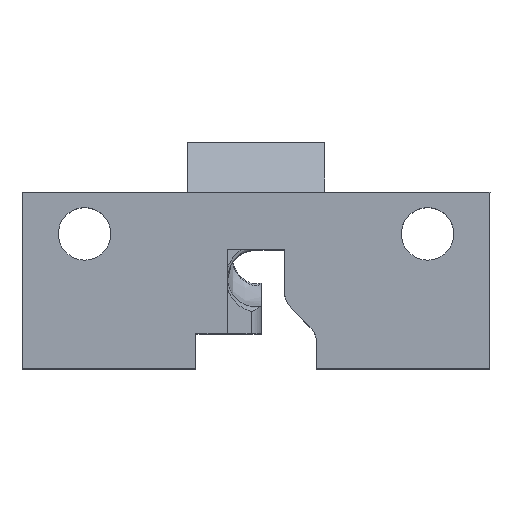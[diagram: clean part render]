
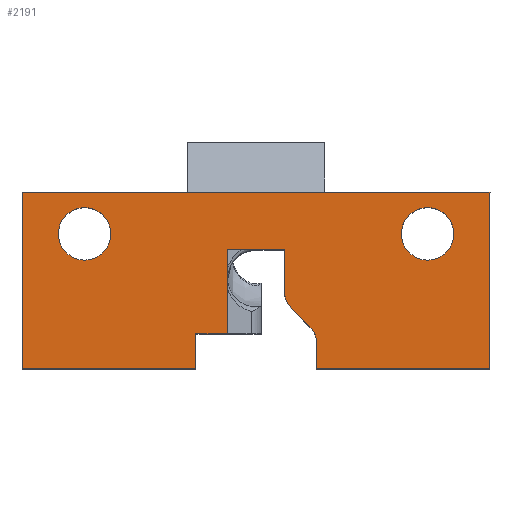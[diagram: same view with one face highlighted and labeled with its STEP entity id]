
A CAD part, top view. The second image highlights one B-rep face of the part: STEP entity #2191.
In plain terms, the highlighted planar face has unit normal (0, 0, 1).
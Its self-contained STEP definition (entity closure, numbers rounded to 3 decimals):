
#120=FACE_BOUND('',#369,.T.);
#121=FACE_BOUND('',#370,.T.);
#154=CIRCLE('',#2335,2.);
#155=CIRCLE('',#2336,2.);
#156=CIRCLE('',#2337,2.3);
#157=CIRCLE('',#2338,2.3);
#241=FACE_OUTER_BOUND('',#368,.T.);
#368=EDGE_LOOP('',(#1468,#1469,#1470,#1471,#1472,#1473,#1474,#1475,#1476,
#1477,#1478,#1479,#1480,#1481,#1482));
#369=EDGE_LOOP('',(#1483));
#370=EDGE_LOOP('',(#1484));
#504=LINE('',#3240,#702);
#508=LINE('',#3249,#706);
#515=LINE('',#3269,#713);
#516=LINE('',#3272,#714);
#517=LINE('',#3274,#715);
#518=LINE('',#3276,#716);
#519=LINE('',#3278,#717);
#520=LINE('',#3280,#718);
#521=LINE('',#3284,#719);
#522=LINE('',#3288,#720);
#523=LINE('',#3289,#721);
#524=LINE('',#3291,#722);
#525=LINE('',#3292,#723);
#702=VECTOR('',#2571,10.);
#706=VECTOR('',#2577,10.);
#713=VECTOR('',#2588,10.);
#714=VECTOR('',#2591,10.);
#715=VECTOR('',#2592,10.);
#716=VECTOR('',#2593,10.);
#717=VECTOR('',#2594,10.);
#718=VECTOR('',#2595,10.);
#719=VECTOR('',#2598,10.);
#720=VECTOR('',#2601,10.);
#721=VECTOR('',#2602,10.);
#722=VECTOR('',#2603,10.);
#723=VECTOR('',#2604,10.);
#900=VERTEX_POINT('',#3237);
#901=VERTEX_POINT('',#3239);
#904=VERTEX_POINT('',#3246);
#905=VERTEX_POINT('',#3248);
#912=VERTEX_POINT('',#3267);
#913=VERTEX_POINT('',#3271);
#914=VERTEX_POINT('',#3273);
#915=VERTEX_POINT('',#3275);
#916=VERTEX_POINT('',#3277);
#917=VERTEX_POINT('',#3279);
#918=VERTEX_POINT('',#3281);
#919=VERTEX_POINT('',#3283);
#920=VERTEX_POINT('',#3285);
#921=VERTEX_POINT('',#3287);
#922=VERTEX_POINT('',#3290);
#923=VERTEX_POINT('',#3293);
#924=VERTEX_POINT('',#3295);
#1114=EDGE_CURVE('',#901,#900,#504,.T.);
#1118=EDGE_CURVE('',#905,#904,#508,.T.);
#1127=EDGE_CURVE('',#912,#900,#515,.T.);
#1128=EDGE_CURVE('',#912,#913,#516,.T.);
#1129=EDGE_CURVE('',#913,#914,#517,.T.);
#1130=EDGE_CURVE('',#914,#915,#518,.T.);
#1131=EDGE_CURVE('',#916,#915,#519,.T.);
#1132=EDGE_CURVE('',#917,#916,#520,.T.);
#1133=EDGE_CURVE('',#918,#917,#154,.T.);
#1134=EDGE_CURVE('',#919,#918,#521,.T.);
#1135=EDGE_CURVE('',#920,#919,#155,.T.);
#1136=EDGE_CURVE('',#921,#920,#522,.T.);
#1137=EDGE_CURVE('',#905,#921,#523,.T.);
#1138=EDGE_CURVE('',#922,#904,#524,.T.);
#1139=EDGE_CURVE('',#922,#901,#525,.T.);
#1140=EDGE_CURVE('',#923,#923,#156,.T.);
#1141=EDGE_CURVE('',#924,#924,#157,.T.);
#1468=ORIENTED_EDGE('',*,*,#1114,.T.);
#1469=ORIENTED_EDGE('',*,*,#1127,.F.);
#1470=ORIENTED_EDGE('',*,*,#1128,.T.);
#1471=ORIENTED_EDGE('',*,*,#1129,.T.);
#1472=ORIENTED_EDGE('',*,*,#1130,.T.);
#1473=ORIENTED_EDGE('',*,*,#1131,.F.);
#1474=ORIENTED_EDGE('',*,*,#1132,.F.);
#1475=ORIENTED_EDGE('',*,*,#1133,.F.);
#1476=ORIENTED_EDGE('',*,*,#1134,.F.);
#1477=ORIENTED_EDGE('',*,*,#1135,.F.);
#1478=ORIENTED_EDGE('',*,*,#1136,.F.);
#1479=ORIENTED_EDGE('',*,*,#1137,.F.);
#1480=ORIENTED_EDGE('',*,*,#1118,.T.);
#1481=ORIENTED_EDGE('',*,*,#1138,.F.);
#1482=ORIENTED_EDGE('',*,*,#1139,.T.);
#1483=ORIENTED_EDGE('',*,*,#1140,.F.);
#1484=ORIENTED_EDGE('',*,*,#1141,.F.);
#2132=PLANE('',#2334);
#2191=ADVANCED_FACE('',(#241,#120,#121),#2132,.F.);
#2334=AXIS2_PLACEMENT_3D('',#3270,#2589,#2590);
#2335=AXIS2_PLACEMENT_3D('',#3282,#2596,#2597);
#2336=AXIS2_PLACEMENT_3D('',#3286,#2599,#2600);
#2337=AXIS2_PLACEMENT_3D('',#3294,#2605,#2606);
#2338=AXIS2_PLACEMENT_3D('',#3296,#2607,#2608);
#2571=DIRECTION('',(0.,-1.,0.));
#2577=DIRECTION('',(0.,1.,0.));
#2588=DIRECTION('',(-1.,0.,0.));
#2589=DIRECTION('center_axis',(0.,0.,
-1.));
#2590=DIRECTION('ref_axis',(1.,0.,0.));
#2591=DIRECTION('',(0.,1.,0.));
#2592=DIRECTION('',(1.,0.,0.));
#2593=DIRECTION('',(0.,1.,0.));
#2594=DIRECTION('',(-1.,0.,0.));
#2595=DIRECTION('',(0.,1.,0.));
#2596=DIRECTION('center_axis',(0.,0.,
-1.));
#2597=DIRECTION('ref_axis',(-0.924,-0.383,0.));
#2598=DIRECTION('',(-0.707,0.707,0.));
#2599=DIRECTION('center_axis',(0.,0.,
1.));
#2600=DIRECTION('ref_axis',(0.924,0.383,0.));
#2601=DIRECTION('',(0.,1.,0.));
#2602=DIRECTION('',(-1.,0.,0.));
#2603=DIRECTION('',(1.,0.,0.));
#2604=DIRECTION('',(-1.,0.,0.));
#2605=DIRECTION('center_axis',(0.,0.,
1.));
#2606=DIRECTION('ref_axis',(1.,0.,0.));
#2607=DIRECTION('center_axis',(0.,0.,
1.));
#2608=DIRECTION('ref_axis',(1.,0.,0.));
#3237=CARTESIAN_POINT('',(-20.154,-12.022,-4.1));
#3239=CARTESIAN_POINT('',(-20.154,3.478,-4.1));
#3240=CARTESIAN_POINT('',(-20.154,-0.364,-4.1));
#3246=CARTESIAN_POINT('',(20.846,3.478,-4.1));
#3248=CARTESIAN_POINT('',(20.846,-12.022,-4.1));
#3249=CARTESIAN_POINT('',(20.846,-8.364,-4.1));
#3267=CARTESIAN_POINT('',(-4.942,-12.022,-4.1));
#3269=CARTESIAN_POINT('',(-4.942,-12.022,-4.1));
#3270=CARTESIAN_POINT('Origin',(0.358,-4.272,-4.1));
#3271=CARTESIAN_POINT('',(-4.942,-8.926,-4.1));
#3272=CARTESIAN_POINT('',(-4.942,-12.022,-4.1));
#3273=CARTESIAN_POINT('',(-2.142,-8.926,-4.1));
#3274=CARTESIAN_POINT('',(-4.942,-8.926,-4.1));
#3275=CARTESIAN_POINT('',(-2.142,-1.564,-4.1));
#3276=CARTESIAN_POINT('',(-2.142,-3.022,-4.1));
#3277=CARTESIAN_POINT('',(2.858,-1.564,-4.1));
#3278=CARTESIAN_POINT('',(2.858,-1.564,-4.1));
#3279=CARTESIAN_POINT('',(2.858,-5.298,-4.1));
#3280=CARTESIAN_POINT('',(2.858,-8.926,-4.1));
#3281=CARTESIAN_POINT('',(3.444,-6.712,-4.1));
#3282=CARTESIAN_POINT('Origin',(4.858,-5.298,-4.1));
#3283=CARTESIAN_POINT('',(5.072,-8.34,-4.1));
#3284=CARTESIAN_POINT('',(2.469,-5.737,-4.1));
#3285=CARTESIAN_POINT('',(5.658,-9.754,-4.1));
#3286=CARTESIAN_POINT('Origin',(3.658,-9.754,-4.1));
#3287=CARTESIAN_POINT('',(5.658,-12.022,-4.1));
#3288=CARTESIAN_POINT('',(5.658,-12.022,-4.1));
#3289=CARTESIAN_POINT('',(22.855,-12.022,-4.1));
#3290=CARTESIAN_POINT('',(-17.426,3.478,-4.1));
#3291=CARTESIAN_POINT('',(-22.142,3.478,-4.1));
#3292=CARTESIAN_POINT('',(-17.426,3.478,-4.1));
#3293=CARTESIAN_POINT('',(-16.967,-0.192,-4.1));
#3294=CARTESIAN_POINT('Origin',(-14.667,-0.192,-4.1));
#3295=CARTESIAN_POINT('',(13.083,-0.192,-4.1));
#3296=CARTESIAN_POINT('Origin',(15.383,-0.192,-4.1));
